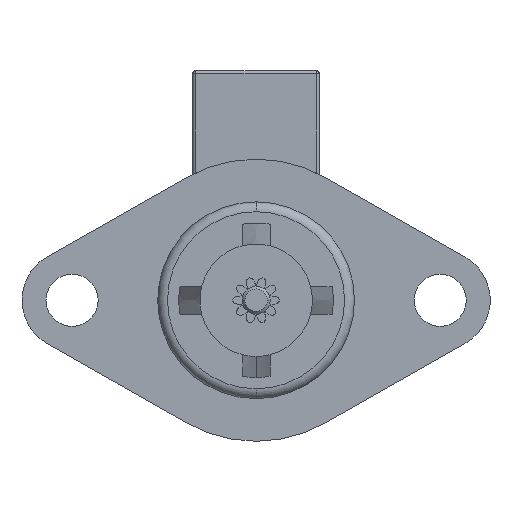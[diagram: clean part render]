
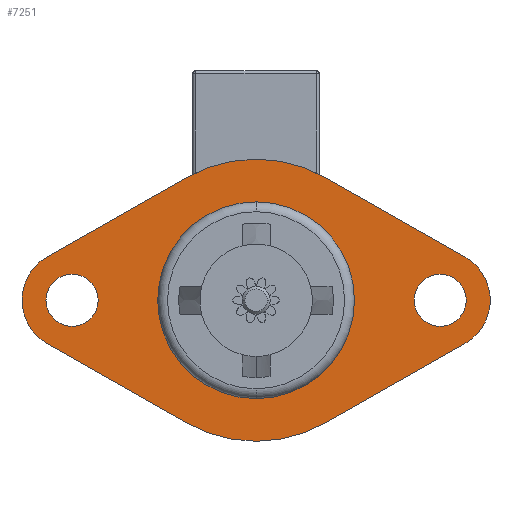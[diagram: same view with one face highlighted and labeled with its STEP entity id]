
A CAD part, left-side view. The second image highlights one B-rep face of the part: STEP entity #7251.
In plain terms, the highlighted planar face has unit normal (-1, 0, 0).
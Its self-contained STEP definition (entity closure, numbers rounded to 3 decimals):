
#8 = CARTESIAN_POINT ( 'NONE',  ( 4.91, 13.095, 0. ) ) ;
#27 = ORIENTED_EDGE ( 'NONE', *, *, #1362, .F. ) ;
#43 = AXIS2_PLACEMENT_3D ( 'NONE', #340, #4419, #4344 ) ;
#97 = ORIENTED_EDGE ( 'NONE', *, *, #2874, .T. ) ;
#188 = VECTOR ( 'NONE', #6498, 1000. ) ;
#212 = DIRECTION ( 'NONE',  ( 0., -1., 0. ) ) ;
#306 = CARTESIAN_POINT ( 'NONE',  ( 4.91, -14.855, -3.094 ) ) ;
#340 = CARTESIAN_POINT ( 'NONE',  ( 4.91, 0., 0. ) ) ;
#469 = VERTEX_POINT ( 'NONE', #2148 ) ;
#584 = AXIS2_PLACEMENT_3D ( 'NONE', #6782, #7339, #4476 ) ;
#682 = DIRECTION ( 'NONE',  ( 0., -1., 0. ) ) ;
#764 = CARTESIAN_POINT ( 'NONE',  ( 4.91, -11.24, 0. ) ) ;
#827 = CIRCLE ( 'NONE', #6539, 3.56 ) ;
#838 = FACE_OUTER_BOUND ( 'NONE', #4066, .T. ) ;
#862 = EDGE_CURVE ( 'NONE', #2329, #4273, #4772, .T. ) ;
#934 = VERTEX_POINT ( 'NONE', #3249 ) ;
#1001 = EDGE_CURVE ( 'NONE', #934, #3650, #2042, .T. ) ;
#1012 = LINE ( 'NONE', #4874, #2260 ) ;
#1103 = ORIENTED_EDGE ( 'NONE', *, *, #6108, .F. ) ;
#1114 = CARTESIAN_POINT ( 'NONE',  ( 4.91, 4.962, -8.722 ) ) ;
#1147 = DIRECTION ( 'NONE',  ( 0., -1., 0. ) ) ;
#1221 = ORIENTED_EDGE ( 'NONE', *, *, #2694, .T. ) ;
#1244 = ORIENTED_EDGE ( 'NONE', *, *, #5886, .T. ) ;
#1253 = DIRECTION ( 'NONE',  ( 0., -1., 0. ) ) ;
#1256 = DIRECTION ( 'NONE',  ( -1., 0., 0. ) ) ;
#1307 = VERTEX_POINT ( 'NONE', #6128 ) ;
#1362 = EDGE_CURVE ( 'NONE', #1307, #1509, #3013, .T. ) ;
#1435 = EDGE_LOOP ( 'NONE', ( #27, #4939 ) ) ;
#1491 = CARTESIAN_POINT ( 'NONE',  ( 4.91, -14.855, -3.094 ) ) ;
#1509 = VERTEX_POINT ( 'NONE', #764 ) ;
#1567 = ORIENTED_EDGE ( 'NONE', *, *, #5838, .T. ) ;
#1569 = CARTESIAN_POINT ( 'NONE',  ( 4.91, 0., 7. ) ) ;
#1636 = EDGE_LOOP ( 'NONE', ( #2959, #1103 ) ) ;
#1697 = DIRECTION ( 'NONE',  ( 0., -1., 0. ) ) ;
#1738 = VERTEX_POINT ( 'NONE', #4539 ) ;
#1813 = EDGE_CURVE ( 'NONE', #1738, #2920, #3253, .T. ) ;
#1834 = EDGE_LOOP ( 'NONE', ( #3932, #3527 ) ) ;
#1838 = FACE_BOUND ( 'NONE', #1435, .T. ) ;
#1937 = LINE ( 'NONE', #4236, #4004 ) ;
#2042 = CIRCLE ( 'NONE', #4074, 1.855 ) ;
#2069 = DIRECTION ( 'NONE',  ( 0., 0.869, 0.494 ) ) ;
#2105 = DIRECTION ( 'NONE',  ( -1., 0., 0. ) ) ;
#2148 = CARTESIAN_POINT ( 'NONE',  ( 4.91, 4.962, 8.722 ) ) ;
#2192 = DIRECTION ( 'NONE',  ( -1., 0., 0. ) ) ;
#2253 = DIRECTION ( 'NONE',  ( -1., 0., 0. ) ) ;
#2260 = VECTOR ( 'NONE', #7148, 1000. ) ;
#2329 = VERTEX_POINT ( 'NONE', #1114 ) ;
#2352 = ORIENTED_EDGE ( 'NONE', *, *, #862, .T. ) ;
#2370 = CIRCLE ( 'NONE', #6537, 3.56 ) ;
#2441 = DIRECTION ( 'NONE',  ( 1., 0., 0. ) ) ;
#2482 = DIRECTION ( 'NONE',  ( 0., 1., 0. ) ) ;
#2499 = AXIS2_PLACEMENT_3D ( 'NONE', #5171, #6929, #682 ) ;
#2506 = AXIS2_PLACEMENT_3D ( 'NONE', #6362, #2441, #2482 ) ;
#2694 = EDGE_CURVE ( 'NONE', #4273, #5444, #6571, .T. ) ;
#2850 = CARTESIAN_POINT ( 'NONE',  ( 4.91, -13.095, 0. ) ) ;
#2866 = EDGE_CURVE ( 'NONE', #469, #6973, #3233, .T. ) ;
#2874 = EDGE_CURVE ( 'NONE', #6973, #6875, #5298, .T. ) ;
#2920 = VERTEX_POINT ( 'NONE', #1569 ) ;
#2929 = DIRECTION ( 'NONE',  ( 0., -1., 0. ) ) ;
#2959 = ORIENTED_EDGE ( 'NONE', *, *, #1001, .F. ) ;
#2963 = CARTESIAN_POINT ( 'NONE',  ( 4.91, -4.962, 8.722 ) ) ;
#3012 = CARTESIAN_POINT ( 'NONE',  ( 4.91, 0., 0. ) ) ;
#3013 = CIRCLE ( 'NONE', #4305, 1.855 ) ;
#3035 = DIRECTION ( 'NONE',  ( -1., 0., 0. ) ) ;
#3173 = VERTEX_POINT ( 'NONE', #4202 ) ;
#3233 = LINE ( 'NONE', #4946, #4812 ) ;
#3249 = CARTESIAN_POINT ( 'NONE',  ( 4.91, 11.24, 0. ) ) ;
#3253 = CIRCLE ( 'NONE', #43, 7. ) ;
#3416 = CARTESIAN_POINT ( 'NONE',  ( 4.91, 13.095, 0. ) ) ;
#3468 = CARTESIAN_POINT ( 'NONE',  ( 4.91, -4.962, -8.722 ) ) ;
#3476 = AXIS2_PLACEMENT_3D ( 'NONE', #3012, #5311, #212 ) ;
#3526 = AXIS2_PLACEMENT_3D ( 'NONE', #4872, #2192, #5015 ) ;
#3527 = ORIENTED_EDGE ( 'NONE', *, *, #5869, .F. ) ;
#3650 = VERTEX_POINT ( 'NONE', #4614 ) ;
#3662 = FACE_BOUND ( 'NONE', #1636, .T. ) ;
#3736 = CARTESIAN_POINT ( 'NONE',  ( 4.91, -13.095, 0. ) ) ;
#3844 = CARTESIAN_POINT ( 'NONE',  ( 4.91, 14.855, 3.094 ) ) ;
#3932 = ORIENTED_EDGE ( 'NONE', *, *, #1813, .F. ) ;
#3946 = ORIENTED_EDGE ( 'NONE', *, *, #4407, .T. ) ;
#4004 = VECTOR ( 'NONE', #2069, 1000. ) ;
#4066 = EDGE_LOOP ( 'NONE', ( #6815, #3946, #1567, #4670, #97, #1244, #4709, #2352, #1221 ) ) ;
#4074 = AXIS2_PLACEMENT_3D ( 'NONE', #3416, #6368, #1147 ) ;
#4189 = CARTESIAN_POINT ( 'NONE',  ( 4.91, 16.655, 0. ) ) ;
#4202 = CARTESIAN_POINT ( 'NONE',  ( 4.91, 14.855, -3.094 ) ) ;
#4236 = CARTESIAN_POINT ( 'NONE',  ( 4.91, -14.855, 3.094 ) ) ;
#4273 = VERTEX_POINT ( 'NONE', #3468 ) ;
#4304 = CARTESIAN_POINT ( 'NONE',  ( 4.91, -14.855, 3.094 ) ) ;
#4305 = AXIS2_PLACEMENT_3D ( 'NONE', #2850, #2253, #1253 ) ;
#4344 = DIRECTION ( 'NONE',  ( 0., 1., 0. ) ) ;
#4407 = EDGE_CURVE ( 'NONE', #5442, #4944, #1937, .T. ) ;
#4419 = DIRECTION ( 'NONE',  ( -1., 0., 0. ) ) ;
#4456 = DIRECTION ( 'NONE',  ( 0., 0.869, -0.494 ) ) ;
#4476 = DIRECTION ( 'NONE',  ( 0., -1., 0. ) ) ;
#4518 = CARTESIAN_POINT ( 'NONE',  ( 4.91, -13.095, 0. ) ) ;
#4539 = CARTESIAN_POINT ( 'NONE',  ( 4.91, 0., -7. ) ) ;
#4614 = CARTESIAN_POINT ( 'NONE',  ( 4.91, 14.95, 0. ) ) ;
#4670 = ORIENTED_EDGE ( 'NONE', *, *, #2866, .T. ) ;
#4709 = ORIENTED_EDGE ( 'NONE', *, *, #7296, .T. ) ;
#4772 = CIRCLE ( 'NONE', #3476, 10.035 ) ;
#4812 = VECTOR ( 'NONE', #4456, 1000. ) ;
#4872 = CARTESIAN_POINT ( 'NONE',  ( 4.91, 13.095, 0. ) ) ;
#4874 = CARTESIAN_POINT ( 'NONE',  ( 4.91, 14.855, -3.094 ) ) ;
#4900 = EDGE_CURVE ( 'NONE', #1509, #1307, #6638, .T. ) ;
#4939 = ORIENTED_EDGE ( 'NONE', *, *, #4900, .F. ) ;
#4944 = VERTEX_POINT ( 'NONE', #2963 ) ;
#4946 = CARTESIAN_POINT ( 'NONE',  ( 4.91, 14.855, 3.094 ) ) ;
#5015 = DIRECTION ( 'NONE',  ( 0., -1., 0. ) ) ;
#5171 = CARTESIAN_POINT ( 'NONE',  ( 4.91, 13.095, 0. ) ) ;
#5298 = CIRCLE ( 'NONE', #3526, 3.56 ) ;
#5311 = DIRECTION ( 'NONE',  ( -1., 0., 0. ) ) ;
#5376 = DIRECTION ( 'NONE',  ( 0., 1., 0. ) ) ;
#5442 = VERTEX_POINT ( 'NONE', #4304 ) ;
#5444 = VERTEX_POINT ( 'NONE', #1491 ) ;
#5818 = CIRCLE ( 'NONE', #584, 10.035 ) ;
#5826 = FACE_BOUND ( 'NONE', #1834, .T. ) ;
#5838 = EDGE_CURVE ( 'NONE', #4944, #469, #5818, .T. ) ;
#5869 = EDGE_CURVE ( 'NONE', #2920, #1738, #6784, .T. ) ;
#5886 = EDGE_CURVE ( 'NONE', #6875, #3173, #2370, .T. ) ;
#6006 = EDGE_CURVE ( 'NONE', #5444, #5442, #827, .T. ) ;
#6108 = EDGE_CURVE ( 'NONE', #3650, #934, #7380, .T. ) ;
#6128 = CARTESIAN_POINT ( 'NONE',  ( 4.91, -14.95, 0. ) ) ;
#6293 = AXIS2_PLACEMENT_3D ( 'NONE', #4518, #1256, #1697 ) ;
#6362 = CARTESIAN_POINT ( 'NONE',  ( 4.91, -13.095, 0. ) ) ;
#6368 = DIRECTION ( 'NONE',  ( -1., 0., 0. ) ) ;
#6369 = DIRECTION ( 'NONE',  ( -1., 0., 0. ) ) ;
#6498 = DIRECTION ( 'NONE',  ( 0., -0.869, 0.494 ) ) ;
#6537 = AXIS2_PLACEMENT_3D ( 'NONE', #8, #6369, #2929 ) ;
#6539 = AXIS2_PLACEMENT_3D ( 'NONE', #3736, #3035, #5376 ) ;
#6571 = LINE ( 'NONE', #306, #188 ) ;
#6638 = CIRCLE ( 'NONE', #6293, 1.855 ) ;
#6650 = AXIS2_PLACEMENT_3D ( 'NONE', #7305, #2105, #6826 ) ;
#6782 = CARTESIAN_POINT ( 'NONE',  ( 4.91, 0., 0. ) ) ;
#6784 = CIRCLE ( 'NONE', #6650, 7. ) ;
#6815 = ORIENTED_EDGE ( 'NONE', *, *, #6006, .T. ) ;
#6826 = DIRECTION ( 'NONE',  ( 0., 1., 0. ) ) ;
#6875 = VERTEX_POINT ( 'NONE', #4189 ) ;
#6929 = DIRECTION ( 'NONE',  ( -1., 0., 0. ) ) ;
#6973 = VERTEX_POINT ( 'NONE', #3844 ) ;
#7044 = PLANE ( 'NONE',  #2506 ) ;
#7148 = DIRECTION ( 'NONE',  ( 0., -0.869, -0.494 ) ) ;
#7251 = ADVANCED_FACE ( 'NONE', ( #1838, #3662, #5826, #838 ), #7044, .F. ) ;
#7296 = EDGE_CURVE ( 'NONE', #3173, #2329, #1012, .T. ) ;
#7305 = CARTESIAN_POINT ( 'NONE',  ( 4.91, 0., 0. ) ) ;
#7339 = DIRECTION ( 'NONE',  ( -1., 0., 0. ) ) ;
#7380 = CIRCLE ( 'NONE', #2499, 1.855 ) ;
